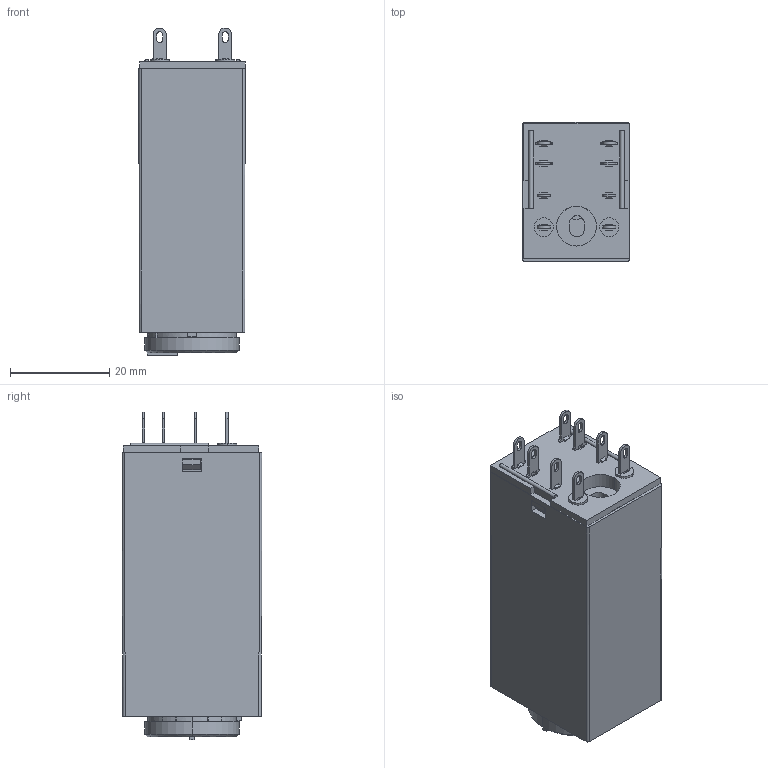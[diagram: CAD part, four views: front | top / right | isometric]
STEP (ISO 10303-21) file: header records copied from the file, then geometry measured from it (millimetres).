
FILE_DESCRIPTION (( 'STEP AP203' ), '1' );
FILE_NAME ('JSZ6.STEP', '2020-12-14T07:24:44', ( 'admin' ), ( '' ), 'SwSTEP 2.0', 'SolidWorks 2014', '' );
FILE_SCHEMA (( 'CONFIG_CONTROL_DESIGN' ));
Length unit declared in the file: millimetre
Products named in the file (9): 唅聽2011-6; 梓齪20111017; 008ZP; 菁釱(2z); 菁釱窒煦ㄗ2zㄘ; 蟀諉え; 俋褲2011-7; 噙銅え; JSZ6
Assembly tree (17 placements, depth 3):
  JSZ6
    俋褲2011-7
    梓齪20111017
    唅聽2011-6
    菁釱窒煦ㄗ2zㄘ
      菁釱(2z)
      噙銅え  x4
      蟀諉え  x4
      008ZP  x4
Bounding box: 21.4 x 28.1 x 66 mm (x, y, z)
Volume: 9989.7 mm3; surface area: 16307.4 mm2
Topology: 16 solids, 16 shells, 1270 faces, 3438 edges, 2262 vertices
Faces by surface type: plane 898, cylinder 197, bspline 142, cone 25, torus 8
Entity records: 40546 total; most frequent: CARTESIAN_POINT 15061, ORIENTED_EDGE 5388, DIRECTION 4407, EDGE_CURVE 2694, VECTOR 2067, LINE 2067, VERTEX_POINT 1770, AXIS2_PLACEMENT_3D 1170
